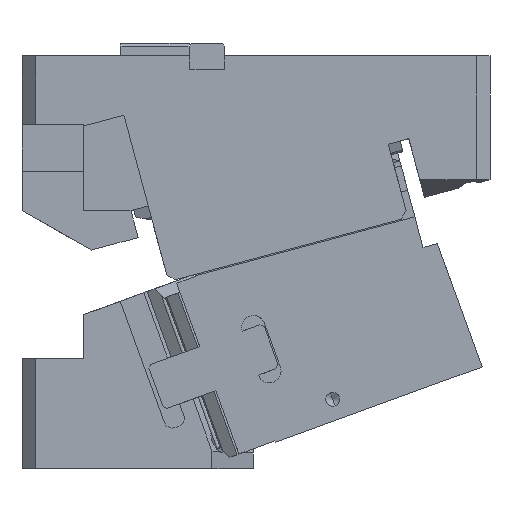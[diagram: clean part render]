
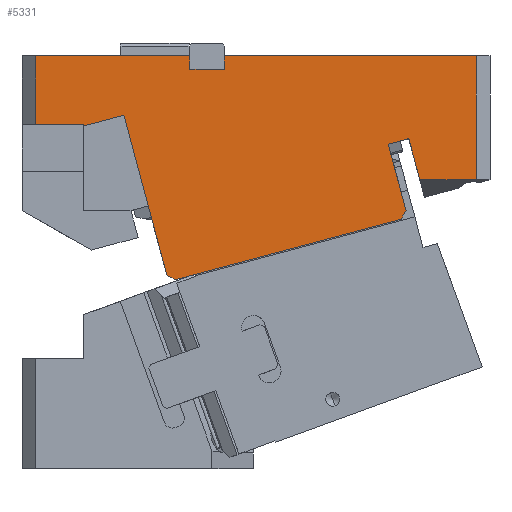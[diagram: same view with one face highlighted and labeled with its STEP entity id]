
A CAD part, front view. The second image highlights one B-rep face of the part: STEP entity #5331.
In plain terms, the highlighted planar face has unit normal (0, -1, 0).
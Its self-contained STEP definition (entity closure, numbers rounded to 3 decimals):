
#252=CARTESIAN_POINT('Vertex',(-225.,-90.,275.)) ;
#255=CARTESIAN_POINT('Line Origine',(-169.,-90.,275.)) ;
#259=CARTESIAN_POINT('Vertex',(-113.,-90.,275.)) ;
#495=CARTESIAN_POINT('Vertex',(-225.,-90.,225.)) ;
#498=CARTESIAN_POINT('Line Origine',(-225.,-90.,250.)) ;
#1156=CARTESIAN_POINT('Vertex',(53.994,-90.,185.)) ;
#1159=CARTESIAN_POINT('Line Origine',(50.015,-90.,199.851)) ;
#1163=CARTESIAN_POINT('Vertex',(46.035,-90.,214.701)) ;
#1622=CARTESIAN_POINT('Vertex',(95.,-90.,185.)) ;
#1625=CARTESIAN_POINT('Line Origine',(74.497,-90.,185.)) ;
#1791=CARTESIAN_POINT('Vertex',(95.,-90.,275.)) ;
#1794=CARTESIAN_POINT('Line Origine',(95.,-90.,230.)) ;
#1940=CARTESIAN_POINT('Vertex',(-190.,-90.,223.925)) ;
#1943=CARTESIAN_POINT('Line Origine',(-190.,-90.,224.462)) ;
#1947=CARTESIAN_POINT('Vertex',(-190.,-90.,225.)) ;
#2739=CARTESIAN_POINT('Vertex',(31.064,-90.,210.689)) ;
#2742=CARTESIAN_POINT('Line Origine',(37.534,-90.,186.541)) ;
#2746=CARTESIAN_POINT('Vertex',(44.005,-90.,162.393)) ;
#2783=CARTESIAN_POINT('Line Origine',(42.237,-90.,159.331)) ;
#2787=CARTESIAN_POINT('Vertex',(40.469,-90.,156.269)) ;
#2807=CARTESIAN_POINT('Line Origine',(-126.8,-90.,114.038)) ;
#2811=CARTESIAN_POINT('Vertex',(-129.862,-90.,115.806)) ;
#2813=CARTESIAN_POINT('Vertex',(-123.738,-90.,112.27)) ;
#2854=CARTESIAN_POINT('Line Origine',(-145.391,-90.,173.761)) ;
#2858=CARTESIAN_POINT('Vertex',(-160.92,-90.,231.717)) ;
#4232=CARTESIAN_POINT('Line Origine',(-41.635,-90.,134.27)) ;
#4255=CARTESIAN_POINT('Vertex',(-88.,-90.,265.)) ;
#4258=CARTESIAN_POINT('Line Origine',(-88.,-90.,270.)) ;
#4262=CARTESIAN_POINT('Vertex',(-88.,-90.,275.)) ;
#4288=CARTESIAN_POINT('Vertex',(-113.,-90.,265.)) ;
#4291=CARTESIAN_POINT('Line Origine',(-100.5,-90.,265.)) ;
#4552=CARTESIAN_POINT('Line Origine',(-175.46,-90.,227.821)) ;
#4816=CARTESIAN_POINT('Line Origine',(38.55,-90.,212.695)) ;
#5084=CARTESIAN_POINT('Line Origine',(3.5,-90.,275.)) ;
#5195=CARTESIAN_POINT('Line Origine',(-207.5,-90.,225.)) ;
#5294=CARTESIAN_POINT('Line Origine',(-113.,-90.,270.)) ;
#5306=CARTESIAN_POINT('Axis2P3D Location',(-235.,-90.,225.)) ;
#256=DIRECTION('Vector Direction',(-1.,0.,0.)) ;
#499=DIRECTION('Vector Direction',(0.,0.,-1.)) ;
#1160=DIRECTION('Vector Direction',(0.259,0.,-0.966)) ;
#1626=DIRECTION('Vector Direction',(1.,0.,0.)) ;
#1795=DIRECTION('Vector Direction',(0.,0.,1.)) ;
#1944=DIRECTION('Vector Direction',(0.,0.,-1.)) ;
#2743=DIRECTION('Vector Direction',(-0.259,0.,0.966)) ;
#2784=DIRECTION('Vector Direction',(0.5,0.,0.866)) ;
#2808=DIRECTION('Vector Direction',(0.866,0.,-0.5)) ;
#2855=DIRECTION('Vector Direction',(0.259,0.,-0.966)) ;
#4233=DIRECTION('Vector Direction',(-0.966,0.,-0.259)) ;
#4259=DIRECTION('Vector Direction',(0.,0.,1.)) ;
#4292=DIRECTION('Vector Direction',(1.,0.,0.)) ;
#4553=DIRECTION('Vector Direction',(-0.966,0.,-0.259)) ;
#4817=DIRECTION('Vector Direction',(0.966,0.,0.259)) ;
#5085=DIRECTION('Vector Direction',(-1.,0.,0.)) ;
#5196=DIRECTION('Vector Direction',(-1.,0.,0.)) ;
#5295=DIRECTION('Vector Direction',(0.,0.,1.)) ;
#5307=DIRECTION('Axis2P3D Direction',(0.,1.,0.)) ;
#5308=DIRECTION('Axis2P3D XDirection',(-1.,0.,0.)) ;
#5309=AXIS2_PLACEMENT_3D('Plane Axis2P3D',#5306,#5307,#5308) ;
#5312=ORIENTED_EDGE('',*,*,#1949,.F.) ;
#5313=ORIENTED_EDGE('',*,*,#4556,.F.) ;
#5314=ORIENTED_EDGE('',*,*,#2860,.T.) ;
#5315=ORIENTED_EDGE('',*,*,#2815,.T.) ;
#5316=ORIENTED_EDGE('',*,*,#4236,.F.) ;
#5317=ORIENTED_EDGE('',*,*,#2789,.T.) ;
#5318=ORIENTED_EDGE('',*,*,#2748,.T.) ;
#5319=ORIENTED_EDGE('',*,*,#4820,.T.) ;
#5320=ORIENTED_EDGE('',*,*,#1165,.T.) ;
#5321=ORIENTED_EDGE('',*,*,#1629,.T.) ;
#5322=ORIENTED_EDGE('',*,*,#1798,.T.) ;
#5323=ORIENTED_EDGE('',*,*,#5088,.T.) ;
#5324=ORIENTED_EDGE('',*,*,#4264,.F.) ;
#5325=ORIENTED_EDGE('',*,*,#4295,.F.) ;
#5326=ORIENTED_EDGE('',*,*,#5298,.T.) ;
#5327=ORIENTED_EDGE('',*,*,#261,.T.) ;
#5328=ORIENTED_EDGE('',*,*,#502,.T.) ;
#5329=ORIENTED_EDGE('',*,*,#5199,.F.) ;
#257=VECTOR('Line Direction',#256,1.) ;
#500=VECTOR('Line Direction',#499,1.) ;
#1161=VECTOR('Line Direction',#1160,1.) ;
#1627=VECTOR('Line Direction',#1626,1.) ;
#1796=VECTOR('Line Direction',#1795,1.) ;
#1945=VECTOR('Line Direction',#1944,1.) ;
#2744=VECTOR('Line Direction',#2743,1.) ;
#2785=VECTOR('Line Direction',#2784,1.) ;
#2809=VECTOR('Line Direction',#2808,1.) ;
#2856=VECTOR('Line Direction',#2855,1.) ;
#4234=VECTOR('Line Direction',#4233,1.) ;
#4260=VECTOR('Line Direction',#4259,1.) ;
#4293=VECTOR('Line Direction',#4292,1.) ;
#4554=VECTOR('Line Direction',#4553,1.) ;
#4818=VECTOR('Line Direction',#4817,1.) ;
#5086=VECTOR('Line Direction',#5085,1.) ;
#5197=VECTOR('Line Direction',#5196,1.) ;
#5296=VECTOR('Line Direction',#5295,1.) ;
#5331=ADVANCED_FACE('CAM HOLDER',(#5330),#5310,.F.) ;
#261=EDGE_CURVE('',#260,#253,#258,.T.) ;
#502=EDGE_CURVE('',#253,#496,#501,.T.) ;
#1165=EDGE_CURVE('',#1164,#1157,#1162,.T.) ;
#1629=EDGE_CURVE('',#1157,#1623,#1628,.T.) ;
#1798=EDGE_CURVE('',#1623,#1792,#1797,.T.) ;
#1949=EDGE_CURVE('',#1941,#1948,#1946,.F.) ;
#2748=EDGE_CURVE('',#2747,#2740,#2745,.T.) ;
#2789=EDGE_CURVE('',#2788,#2747,#2786,.T.) ;
#2815=EDGE_CURVE('',#2812,#2814,#2810,.T.) ;
#2860=EDGE_CURVE('',#2859,#2812,#2857,.T.) ;
#4236=EDGE_CURVE('',#2788,#2814,#4235,.T.) ;
#4264=EDGE_CURVE('',#4256,#4263,#4261,.T.) ;
#4295=EDGE_CURVE('',#4289,#4256,#4294,.T.) ;
#4556=EDGE_CURVE('',#2859,#1941,#4555,.T.) ;
#4820=EDGE_CURVE('',#2740,#1164,#4819,.T.) ;
#5088=EDGE_CURVE('',#1792,#4263,#5087,.T.) ;
#5199=EDGE_CURVE('',#1948,#496,#5198,.T.) ;
#5298=EDGE_CURVE('',#4289,#260,#5297,.T.) ;
#5311=EDGE_LOOP('',(#5312,#5313,#5314,#5315,#5316,#5317,#5318,#5319,#5320,#5321,#5322,#5323,#5324,#5325,#5326,#5327,#5328,#5329)) ;
#5330=FACE_OUTER_BOUND('',#5311,.T.) ;
#258=LINE('Line',#255,#257) ;
#501=LINE('Line',#498,#500) ;
#1162=LINE('Line',#1159,#1161) ;
#1628=LINE('Line',#1625,#1627) ;
#1797=LINE('Line',#1794,#1796) ;
#1946=LINE('Line',#1943,#1945) ;
#2745=LINE('Line',#2742,#2744) ;
#2786=LINE('Line',#2783,#2785) ;
#2810=LINE('Line',#2807,#2809) ;
#2857=LINE('Line',#2854,#2856) ;
#4235=LINE('Line',#4232,#4234) ;
#4261=LINE('Line',#4258,#4260) ;
#4294=LINE('Line',#4291,#4293) ;
#4555=LINE('Line',#4552,#4554) ;
#4819=LINE('Line',#4816,#4818) ;
#5087=LINE('Line',#5084,#5086) ;
#5198=LINE('Line',#5195,#5197) ;
#5297=LINE('Line',#5294,#5296) ;
#5310=PLANE('Plane',#5309) ;
#253=VERTEX_POINT('',#252) ;
#260=VERTEX_POINT('',#259) ;
#496=VERTEX_POINT('',#495) ;
#1157=VERTEX_POINT('',#1156) ;
#1164=VERTEX_POINT('',#1163) ;
#1623=VERTEX_POINT('',#1622) ;
#1792=VERTEX_POINT('',#1791) ;
#1941=VERTEX_POINT('',#1940) ;
#1948=VERTEX_POINT('',#1947) ;
#2740=VERTEX_POINT('',#2739) ;
#2747=VERTEX_POINT('',#2746) ;
#2788=VERTEX_POINT('',#2787) ;
#2812=VERTEX_POINT('',#2811) ;
#2814=VERTEX_POINT('',#2813) ;
#2859=VERTEX_POINT('',#2858) ;
#4256=VERTEX_POINT('',#4255) ;
#4263=VERTEX_POINT('',#4262) ;
#4289=VERTEX_POINT('',#4288) ;
